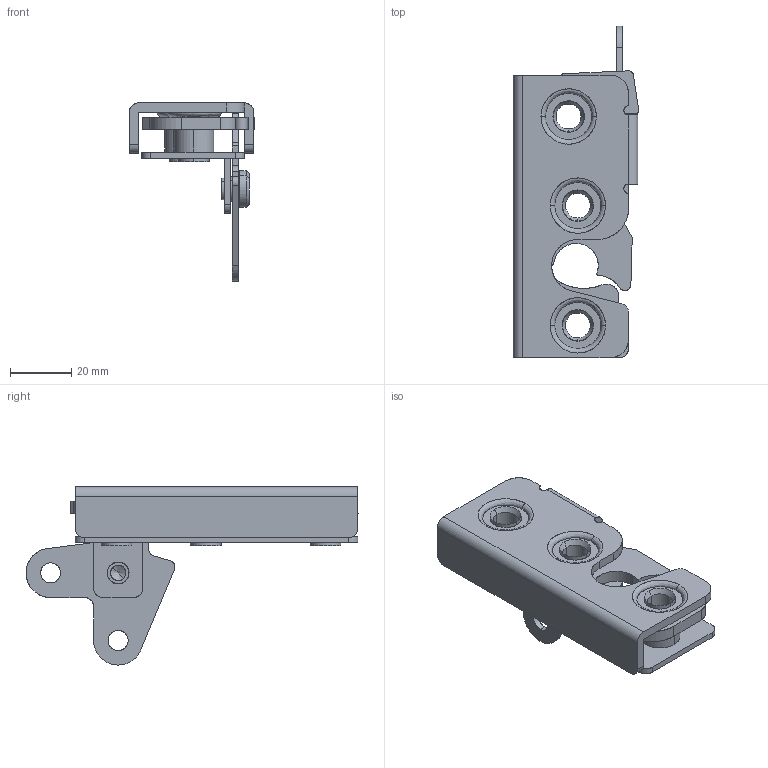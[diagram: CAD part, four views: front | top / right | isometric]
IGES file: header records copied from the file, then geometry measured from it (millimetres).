
Start section: SolidWorks IGES file using analytic representation for surfaces
Global section: file name: C-851-1-L.IGS; native system: SolidWorks 2007; preprocessor: SolidWorks 2007; author: nhaneda; date: 100112.125437; units: millimetre
Bounding box: 40.82 x 108.08 x 58 mm (x, y, z)
Surface area: 28612.1 mm2 (no closed solid volume)
Topology: 0 solids, 0 shells, 245 faces, 4092 edges, 4090 vertices
Faces by surface type: revolution 142, bspline 103
